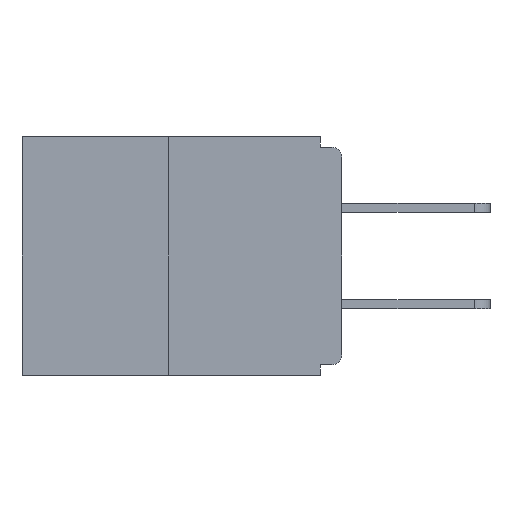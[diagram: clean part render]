
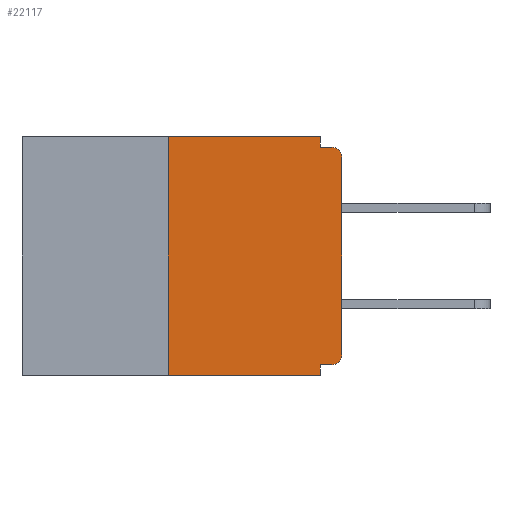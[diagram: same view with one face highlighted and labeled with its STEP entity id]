
A CAD part, left-side view. The second image highlights one B-rep face of the part: STEP entity #22117.
In plain terms, the highlighted planar face has unit normal (-1, 0, 0).
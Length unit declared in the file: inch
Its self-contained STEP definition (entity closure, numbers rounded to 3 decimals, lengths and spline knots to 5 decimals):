
#914 = PLANE ( 'NONE',  #1831 ) ;
#1047 = DIRECTION ( 'NONE',  ( 0., 0., -1. ) ) ;
#1064 = VERTEX_POINT ( 'NONE', #14322 ) ;
#1257 = EDGE_CURVE ( 'NONE', #12996, #23375, #19153, .T. ) ;
#1796 = CARTESIAN_POINT ( 'NONE',  ( 0., 0.031, -0.015 ) ) ;
#1831 = AXIS2_PLACEMENT_3D ( 'NONE', #12655, #8854, #18282 ) ;
#1994 = VECTOR ( 'NONE', #19461, 39.37008 ) ;
#2317 = CARTESIAN_POINT ( 'NONE',  ( 0., 0., -0.313 ) ) ;
#2836 = VECTOR ( 'NONE', #23652, 39.37008 ) ;
#3225 = CIRCLE ( 'NONE', #21707, 0.015 ) ;
#3346 = VECTOR ( 'NONE', #25063, 39.37008 ) ;
#4388 = VERTEX_POINT ( 'NONE', #2317 ) ;
#6315 = VERTEX_POINT ( 'NONE', #25262 ) ;
#6648 = VERTEX_POINT ( 'NONE', #24905 ) ;
#6682 = ORIENTED_EDGE ( 'NONE', *, *, #7262, .F. ) ;
#6772 = CARTESIAN_POINT ( 'NONE',  ( 0., 0.25, 0. ) ) ;
#7001 = VECTOR ( 'NONE', #9734, 39.37008 ) ;
#7262 = EDGE_CURVE ( 'NONE', #24371, #11057, #15152, .T. ) ;
#7473 = ORIENTED_EDGE ( 'NONE', *, *, #17290, .T. ) ;
#7776 = DIRECTION ( 'NONE',  ( -1., 0., 0. ) ) ;
#7830 = ORIENTED_EDGE ( 'NONE', *, *, #1257, .T. ) ;
#7837 = CARTESIAN_POINT ( 'NONE',  ( 0., 0., -0.015 ) ) ;
#7944 = CARTESIAN_POINT ( 'NONE',  ( 0., 0.25, 0. ) ) ;
#8854 = DIRECTION ( 'NONE',  ( 1., 0., 0. ) ) ;
#9083 = LINE ( 'NONE', #24829, #23445 ) ;
#9506 = CARTESIAN_POINT ( 'NONE',  ( 0., 0.015, -0.015 ) ) ;
#9734 = DIRECTION ( 'NONE',  ( 0., 0., 1. ) ) ;
#9800 = CARTESIAN_POINT ( 'NONE',  ( 0., 0.46, -0.343 ) ) ;
#9815 = LINE ( 'NONE', #7837, #21744 ) ;
#9968 = CARTESIAN_POINT ( 'NONE',  ( 0., 0.25, -0.343 ) ) ;
#10530 = CARTESIAN_POINT ( 'NONE',  ( 0., 0.031, 0. ) ) ;
#10878 = EDGE_CURVE ( 'NONE', #6648, #1064, #13811, .T. ) ;
#10985 = DIRECTION ( 'NONE',  ( 0., 0., -1. ) ) ;
#11057 = VERTEX_POINT ( 'NONE', #10530 ) ;
#11324 = DIRECTION ( 'NONE',  ( 0., 0., 1. ) ) ;
#11497 = EDGE_CURVE ( 'NONE', #12996, #24371, #21398, .T. ) ;
#12049 = ORIENTED_EDGE ( 'NONE', *, *, #22310, .F. ) ;
#12655 = CARTESIAN_POINT ( 'NONE',  ( 0., 0.46, 0. ) ) ;
#12678 = EDGE_CURVE ( 'NONE', #6648, #4388, #15284, .T. ) ;
#12913 = LINE ( 'NONE', #18516, #22044 ) ;
#12934 = FACE_OUTER_BOUND ( 'NONE', #21615, .T. ) ;
#12996 = VERTEX_POINT ( 'NONE', #9968 ) ;
#13370 = VERTEX_POINT ( 'NONE', #1796 ) ;
#13510 = EDGE_CURVE ( 'NONE', #1064, #23375, #13917, .T. ) ;
#13811 = LINE ( 'NONE', #21114, #3346 ) ;
#13917 = LINE ( 'NONE', #15015, #20577 ) ;
#14322 = CARTESIAN_POINT ( 'NONE',  ( 0., 0.031, -0.328 ) ) ;
#15015 = CARTESIAN_POINT ( 'NONE',  ( 0., 0.031, -0.343 ) ) ;
#15152 = LINE ( 'NONE', #17118, #2836 ) ;
#15284 = CIRCLE ( 'NONE', #24751, 0.015 ) ;
#16397 = ORIENTED_EDGE ( 'NONE', *, *, #13510, .F. ) ;
#16418 = CARTESIAN_POINT ( 'NONE',  ( 0., 0.015, -0.313 ) ) ;
#17118 = CARTESIAN_POINT ( 'NONE',  ( 0., 0.46, 0. ) ) ;
#17290 = EDGE_CURVE ( 'NONE', #4388, #6315, #9083, .T. ) ;
#17330 = VERTEX_POINT ( 'NONE', #9506 ) ;
#17510 = CARTESIAN_POINT ( 'NONE',  ( 0., 0.015, -0.03 ) ) ;
#17569 = DIRECTION ( 'NONE',  ( 0., -1., 0. ) ) ;
#17940 = ORIENTED_EDGE ( 'NONE', *, *, #11497, .F. ) ;
#18282 = DIRECTION ( 'NONE',  ( 0., 0., -1. ) ) ;
#18375 = EDGE_CURVE ( 'NONE', #6315, #17330, #3225, .T. ) ;
#18516 = CARTESIAN_POINT ( 'NONE',  ( 0., 0.031, 0. ) ) ;
#18789 = CARTESIAN_POINT ( 'NONE',  ( 0., 0.031, -0.343 ) ) ;
#19121 = ORIENTED_EDGE ( 'NONE', *, *, #12678, .T. ) ;
#19153 = LINE ( 'NONE', #9800, #1994 ) ;
#19461 = DIRECTION ( 'NONE',  ( 0., -1., 0. ) ) ;
#20397 = DIRECTION ( 'NONE',  ( 0., 0., -1. ) ) ;
#20577 = VECTOR ( 'NONE', #1047, 39.37008 ) ;
#21114 = CARTESIAN_POINT ( 'NONE',  ( 0., 0., -0.328 ) ) ;
#21398 = LINE ( 'NONE', #7944, #7001 ) ;
#21473 = DIRECTION ( 'NONE',  ( 0., 0., -1. ) ) ;
#21615 = EDGE_LOOP ( 'NONE', ( #6682, #17940, #7830, #16397, #21895, #19121, #7473, #22587, #12049, #25275 ) ) ;
#21707 = AXIS2_PLACEMENT_3D ( 'NONE', #17510, #7776, #21473 ) ;
#21744 = VECTOR ( 'NONE', #17569, 39.37008 ) ;
#21895 = ORIENTED_EDGE ( 'NONE', *, *, #10878, .F. ) ;
#22044 = VECTOR ( 'NONE', #10985, 39.37008 ) ;
#22117 = ADVANCED_FACE ( 'NONE', ( #12934 ), #914, .F. ) ;
#22310 = EDGE_CURVE ( 'NONE', #13370, #17330, #9815, .T. ) ;
#22354 = DIRECTION ( 'NONE',  ( -1., 0., 0. ) ) ;
#22587 = ORIENTED_EDGE ( 'NONE', *, *, #18375, .T. ) ;
#22639 = EDGE_CURVE ( 'NONE', #11057, #13370, #12913, .T. ) ;
#23375 = VERTEX_POINT ( 'NONE', #18789 ) ;
#23445 = VECTOR ( 'NONE', #11324, 39.37008 ) ;
#23652 = DIRECTION ( 'NONE',  ( 0., -1., 0. ) ) ;
#24371 = VERTEX_POINT ( 'NONE', #6772 ) ;
#24751 = AXIS2_PLACEMENT_3D ( 'NONE', #16418, #22354, #20397 ) ;
#24829 = CARTESIAN_POINT ( 'NONE',  ( 0., 0., 0. ) ) ;
#24905 = CARTESIAN_POINT ( 'NONE',  ( 0., 0.015, -0.328 ) ) ;
#25063 = DIRECTION ( 'NONE',  ( 0., 1., 0. ) ) ;
#25262 = CARTESIAN_POINT ( 'NONE',  ( 0., 0., -0.03 ) ) ;
#25275 = ORIENTED_EDGE ( 'NONE', *, *, #22639, .F. ) ;
